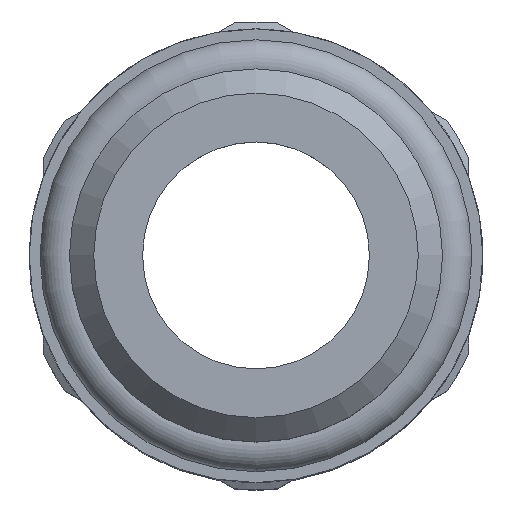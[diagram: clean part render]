
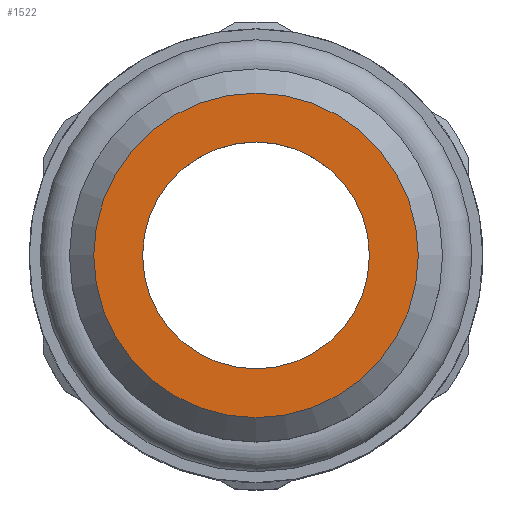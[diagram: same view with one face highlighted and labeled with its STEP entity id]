
A CAD part, top view. The second image highlights one B-rep face of the part: STEP entity #1522.
In plain terms, the highlighted planar face has unit normal (0, 0, 1).
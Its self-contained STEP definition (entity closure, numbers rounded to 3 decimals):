
#149=PLANE('',#1629);
#211=CIRCLE('',#1630,4.);
#212=CIRCLE('',#1631,5.723);
#381=ORIENTED_EDGE('',*,*,#631,.T.);
#382=ORIENTED_EDGE('',*,*,#632,.F.);
#631=EDGE_CURVE('',#747,#747,#211,.T.);
#632=EDGE_CURVE('',#748,#748,#212,.T.);
#747=VERTEX_POINT('',#2308);
#748=VERTEX_POINT('',#2310);
#829=EDGE_LOOP('',(#381));
#830=EDGE_LOOP('',(#382));
#921=FACE_BOUND('',#829,.T.);
#922=FACE_BOUND('',#830,.T.);
#1522=ADVANCED_FACE('',(#921,#922),#149,.T.);
#1629=AXIS2_PLACEMENT_3D('',#2306,#1851,#1852);
#1630=AXIS2_PLACEMENT_3D('',#2307,#1853,#1854);
#1631=AXIS2_PLACEMENT_3D('',#2309,#1855,#1856);
#1851=DIRECTION('',(0.,0.,1.));
#1852=DIRECTION('',(1.,0.,0.));
#1853=DIRECTION('',(0.,0.,-1.));
#1854=DIRECTION('',(-1.,0.,0.));
#1855=DIRECTION('',(0.,0.,-1.));
#1856=DIRECTION('',(-1.,0.,0.));
#2306=CARTESIAN_POINT('',(0.,5.723,27.5));
#2307=CARTESIAN_POINT('',(0.,0.,27.5));
#2308=CARTESIAN_POINT('',(-4.,0.,27.5));
#2309=CARTESIAN_POINT('',(0.,0.,27.5));
#2310=CARTESIAN_POINT('',(-5.723,0.,27.5));
